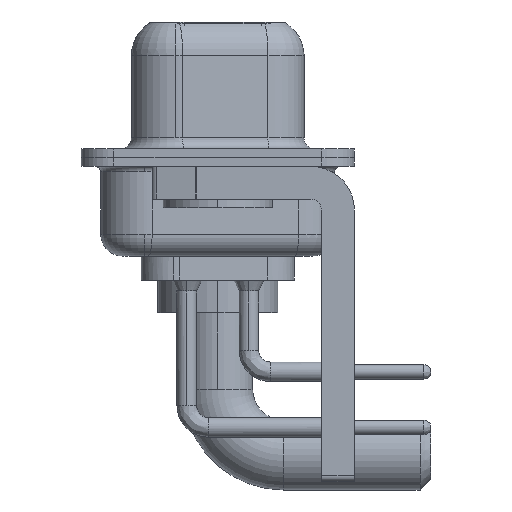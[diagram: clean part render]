
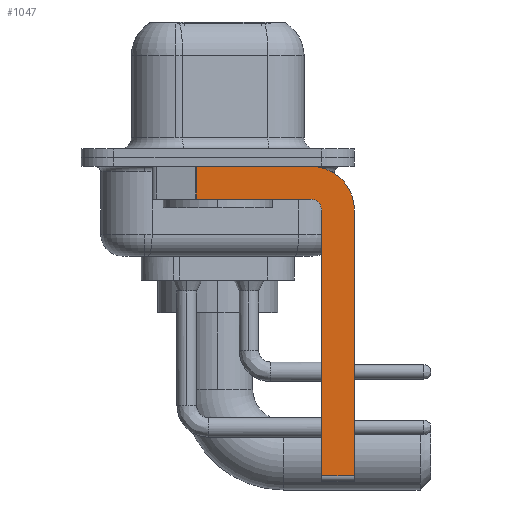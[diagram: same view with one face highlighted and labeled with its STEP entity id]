
A CAD part, left-side view. The second image highlights one B-rep face of the part: STEP entity #1047.
In plain terms, the highlighted planar face has unit normal (-1, 0, 0).
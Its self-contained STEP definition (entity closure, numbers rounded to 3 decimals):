
#98 = CARTESIAN_POINT ( 'NONE',  ( -2.9, 0.978, -0.4 ) ) ;
#423 = VECTOR ( 'NONE', #15576, 1000. ) ;
#667 = FACE_OUTER_BOUND ( 'NONE', #5658, .T. ) ;
#808 = VERTEX_POINT ( 'NONE', #98 ) ;
#1047 = ADVANCED_FACE ( 'NONE', ( #667 ), #7332, .F. ) ;
#1762 = EDGE_CURVE ( 'NONE', #1998, #2412, #12075, .T. ) ;
#1998 = VERTEX_POINT ( 'NONE', #5922 ) ;
#2054 = DIRECTION ( 'NONE',  ( 0., 0., -1. ) ) ;
#2077 = VECTOR ( 'NONE', #2549, 1000. ) ;
#2393 = EDGE_CURVE ( 'NONE', #2955, #2412, #9947, .T. ) ;
#2412 = VERTEX_POINT ( 'NONE', #15111 ) ;
#2549 = DIRECTION ( 'NONE',  ( 0., 0., 1. ) ) ;
#2686 = ORIENTED_EDGE ( 'NONE', *, *, #11881, .T. ) ;
#2902 = VECTOR ( 'NONE', #16026, 1000. ) ;
#2913 = ORIENTED_EDGE ( 'NONE', *, *, #2393, .T. ) ;
#2955 = VERTEX_POINT ( 'NONE', #7243 ) ;
#3019 = DIRECTION ( 'NONE',  ( -1., 0., 0. ) ) ;
#3093 = CARTESIAN_POINT ( 'NONE',  ( -2.9, -4.25, -0.4 ) ) ;
#3371 = AXIS2_PLACEMENT_3D ( 'NONE', #12543, #8720, #2054 ) ;
#3593 = CARTESIAN_POINT ( 'NONE',  ( -2.9, -4.25, -1.9 ) ) ;
#3772 = VERTEX_POINT ( 'NONE', #9811 ) ;
#3966 = CARTESIAN_POINT ( 'NONE',  ( -2.9, 0.978, -1.9 ) ) ;
#4506 = CARTESIAN_POINT ( 'NONE',  ( -2.9, -4.25, -14.55 ) ) ;
#4625 = ORIENTED_EDGE ( 'NONE', *, *, #13454, .F. ) ;
#5037 = DIRECTION ( 'NONE',  ( 0., 0., -1. ) ) ;
#5331 = CARTESIAN_POINT ( 'NONE',  ( -2.9, -4.75, -14.8 ) ) ;
#5658 = EDGE_LOOP ( 'NONE', ( #10328, #2686, #13904, #4625, #6438, #2913, #7249, #14170 ) ) ;
#5922 = CARTESIAN_POINT ( 'NONE',  ( -2.9, -6.25, -2.4 ) ) ;
#5926 = CARTESIAN_POINT ( 'NONE',  ( -2.9, -4.25, -2.4 ) ) ;
#6122 = VERTEX_POINT ( 'NONE', #3966 ) ;
#6146 = CARTESIAN_POINT ( 'NONE',  ( -2.9, 0.978, -1.9 ) ) ;
#6438 = ORIENTED_EDGE ( 'NONE', *, *, #9258, .F. ) ;
#6785 = EDGE_CURVE ( 'NONE', #10209, #1998, #13679, .T. ) ;
#7243 = CARTESIAN_POINT ( 'NONE',  ( -2.9, -4.75, -14.55 ) ) ;
#7249 = ORIENTED_EDGE ( 'NONE', *, *, #1762, .F. ) ;
#7332 = PLANE ( 'NONE',  #3371 ) ;
#7335 = DIRECTION ( 'NONE',  ( 0., -1., 0. ) ) ;
#7441 = EDGE_CURVE ( 'NONE', #808, #10209, #11640, .T. ) ;
#7604 = LINE ( 'NONE', #6146, #12419 ) ;
#7828 = CARTESIAN_POINT ( 'NONE',  ( -2.9, -6.25, -2.4 ) ) ;
#8720 = DIRECTION ( 'NONE',  ( 1., 0., 0. ) ) ;
#9258 = EDGE_CURVE ( 'NONE', #2955, #14286, #14405, .T. ) ;
#9403 = AXIS2_PLACEMENT_3D ( 'NONE', #12120, #3019, #10983 ) ;
#9811 = CARTESIAN_POINT ( 'NONE',  ( -2.9, -4.25, -1.9 ) ) ;
#9863 = VECTOR ( 'NONE', #7335, 1000. ) ;
#9947 = LINE ( 'NONE', #4506, #9863 ) ;
#10209 = VERTEX_POINT ( 'NONE', #3093 ) ;
#10328 = ORIENTED_EDGE ( 'NONE', *, *, #7441, .F. ) ;
#10983 = DIRECTION ( 'NONE',  ( 0., 0., 1. ) ) ;
#11390 = DIRECTION ( 'NONE',  ( 0., 1., 0. ) ) ;
#11640 = LINE ( 'NONE', #16889, #423 ) ;
#11737 = LINE ( 'NONE', #3593, #15728 ) ;
#11881 = EDGE_CURVE ( 'NONE', #808, #6122, #7604, .T. ) ;
#12075 = LINE ( 'NONE', #7828, #2902 ) ;
#12120 = CARTESIAN_POINT ( 'NONE',  ( -2.9, -4.25, -2.4 ) ) ;
#12304 = AXIS2_PLACEMENT_3D ( 'NONE', #5926, #14903, #15065 ) ;
#12419 = VECTOR ( 'NONE', #5037, 1000. ) ;
#12543 = CARTESIAN_POINT ( 'NONE',  ( -2.9, -4.25, -2.4 ) ) ;
#13016 = CIRCLE ( 'NONE', #9403, 0.5 ) ;
#13454 = EDGE_CURVE ( 'NONE', #14286, #3772, #13016, .T. ) ;
#13679 = CIRCLE ( 'NONE', #12304, 2. ) ;
#13904 = ORIENTED_EDGE ( 'NONE', *, *, #14192, .F. ) ;
#14170 = ORIENTED_EDGE ( 'NONE', *, *, #6785, .F. ) ;
#14192 = EDGE_CURVE ( 'NONE', #3772, #6122, #11737, .T. ) ;
#14286 = VERTEX_POINT ( 'NONE', #16025 ) ;
#14405 = LINE ( 'NONE', #5331, #2077 ) ;
#14903 = DIRECTION ( 'NONE',  ( 1., 0., 0. ) ) ;
#15065 = DIRECTION ( 'NONE',  ( 0., 0., -1. ) ) ;
#15111 = CARTESIAN_POINT ( 'NONE',  ( -2.9, -6.25, -14.55 ) ) ;
#15576 = DIRECTION ( 'NONE',  ( 0., -1., 0. ) ) ;
#15728 = VECTOR ( 'NONE', #11390, 1000. ) ;
#16025 = CARTESIAN_POINT ( 'NONE',  ( -2.9, -4.75, -2.4 ) ) ;
#16026 = DIRECTION ( 'NONE',  ( 0., 0., -1. ) ) ;
#16889 = CARTESIAN_POINT ( 'NONE',  ( -2.9, 3., -0.4 ) ) ;
